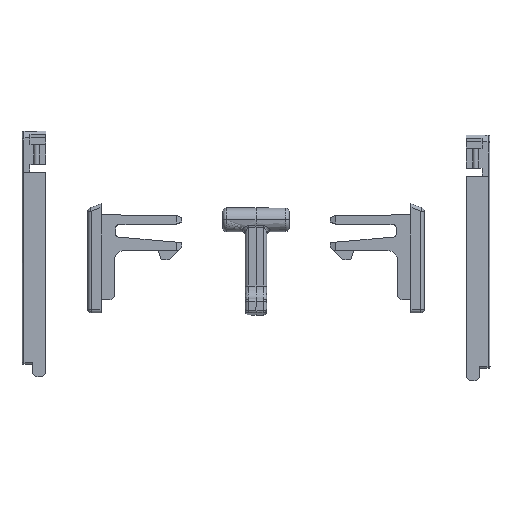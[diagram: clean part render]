
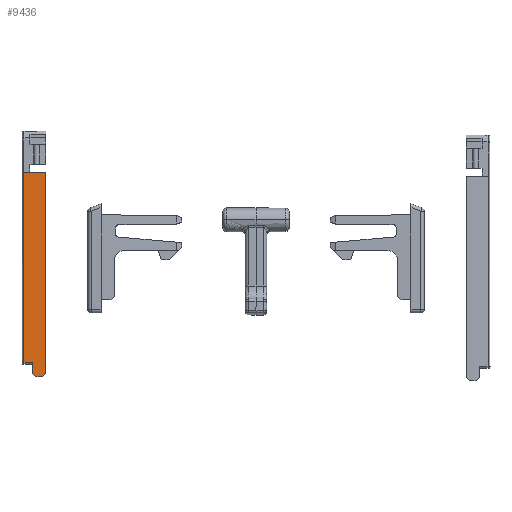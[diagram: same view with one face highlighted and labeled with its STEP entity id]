
A CAD part, top view. The second image highlights one B-rep face of the part: STEP entity #9436.
In plain terms, the highlighted planar face has unit normal (-0.009, 0, 1).
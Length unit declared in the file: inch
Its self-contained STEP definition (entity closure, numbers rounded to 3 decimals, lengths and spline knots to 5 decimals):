
#103 = VERTEX_POINT ( 'NONE', #11041 ) ;
#168 = CARTESIAN_POINT ( 'NONE',  ( -1.3578, 0.22171, -0.87278 ) ) ;
#529 = EDGE_CURVE ( 'NONE', #3591, #10273, #11206, .T. ) ;
#603 = DIRECTION ( 'NONE',  ( 1., 0., 0.009 ) ) ;
#761 = ORIENTED_EDGE ( 'NONE', *, *, #7853, .T. ) ;
#959 = ORIENTED_EDGE ( 'NONE', *, *, #4277, .T. ) ;
#962 = DIRECTION ( 'NONE',  ( -0.009, 1., 0. ) ) ;
#1022 = AXIS2_PLACEMENT_3D ( 'NONE', #11364, #9047, #9248 ) ;
#1176 = ORIENTED_EDGE ( 'NONE', *, *, #2184, .F. ) ;
#1246 = VERTEX_POINT ( 'NONE', #11289 ) ;
#1427 = VECTOR ( 'NONE', #5913, 39.37008 ) ;
#1551 = CARTESIAN_POINT ( 'NONE',  ( -1.37666, 0.20252, -0.87294 ) ) ;
#1564 = LINE ( 'NONE', #3684, #8364 ) ;
#1605 = VECTOR ( 'NONE', #6887, 39.37008 ) ;
#2022 = CARTESIAN_POINT ( 'NONE',  ( -1.37666, 0.20252, -0.87294 ) ) ;
#2091 = CARTESIAN_POINT ( 'NONE',  ( -1.37666, 0.20252, -0.87294 ) ) ;
#2184 = EDGE_CURVE ( 'NONE', #3131, #1246, #3462, .T. ) ;
#2471 = VERTEX_POINT ( 'NONE', #13024 ) ;
#2501 = CARTESIAN_POINT ( 'NONE',  ( -1.3901, 0.20228, -0.87306 ) ) ;
#2797 = DIRECTION ( 'NONE',  ( -1., 0., -0.009 ) ) ;
#2821 = CARTESIAN_POINT ( 'NONE',  ( -1.49426, 0.95861, -0.87391 ) ) ;
#3131 = VERTEX_POINT ( 'NONE', #2022 ) ;
#3462 = B_SPLINE_CURVE_WITH_KNOTS ( 'NONE', 3,
 ( #1551, #2501, #5709, #9882 ),
 .UNSPECIFIED., .F., .F.,
 ( 4, 4 ),
 ( 0., 1. ),
 .UNSPECIFIED. ) ;
#3591 = VERTEX_POINT ( 'NONE', #8981 ) ;
#3684 = CARTESIAN_POINT ( 'NONE',  ( -1.4884, 0.2874, -0.87391 ) ) ;
#3924 = EDGE_CURVE ( 'NONE', #103, #1246, #6820, .T. ) ;
#4277 = EDGE_CURVE ( 'NONE', #10911, #9595, #1564, .T. ) ;
#4298 = VECTOR ( 'NONE', #4802, 39.37008 ) ;
#4802 = DIRECTION ( 'NONE',  ( 0.009, -1., 0. ) ) ;
#4885 = LINE ( 'NONE', #6933, #1427 ) ;
#4948 = PLANE ( 'NONE',  #1022 ) ;
#5079 = FACE_OUTER_BOUND ( 'NONE', #6614, .T. ) ;
#5709 = CARTESIAN_POINT ( 'NONE',  ( -1.40354, 0.20205, -0.87318 ) ) ;
#5913 = DIRECTION ( 'NONE',  ( 0.009, -1., 0. ) ) ;
#6010 = CARTESIAN_POINT ( 'NONE',  ( -1.36294, 0.81058, -0.87278 ) ) ;
#6281 = ORIENTED_EDGE ( 'NONE', *, *, #7011, .T. ) ;
#6614 = EDGE_LOOP ( 'NONE', ( #10847, #1176, #10197, #7162, #761, #9754, #959, #6281 ) ) ;
#6820 = LINE ( 'NONE', #10998, #1605 ) ;
#6887 = DIRECTION ( 'NONE',  ( 0.713, -0.701, 0.006 ) ) ;
#6933 = CARTESIAN_POINT ( 'NONE',  ( -1.44167, 0.80989, -0.87347 ) ) ;
#7011 = EDGE_CURVE ( 'NONE', #9595, #103, #4885, .T. ) ;
#7162 = ORIENTED_EDGE ( 'NONE', *, *, #529, .T. ) ;
#7243 = B_SPLINE_CURVE_WITH_KNOTS ( 'NONE', 3,
 ( #168, #9394, #10486, #2091 ),
 .UNSPECIFIED., .F., .F.,
 ( 4, 4 ),
 ( 0., 1. ),
 .UNSPECIFIED. ) ;
#7658 = CARTESIAN_POINT ( 'NONE',  ( -1.4884, 0.2874, -0.87391 ) ) ;
#7853 = EDGE_CURVE ( 'NONE', #10273, #2471, #8112, .T. ) ;
#8112 = LINE ( 'NONE', #9074, #9281 ) ;
#8364 = VECTOR ( 'NONE', #603, 39.37008 ) ;
#8373 = EDGE_CURVE ( 'NONE', #3591, #3131, #7243, .T. ) ;
#8981 = CARTESIAN_POINT ( 'NONE',  ( -1.3578, 0.22171, -0.87278 ) ) ;
#9047 = DIRECTION ( 'NONE',  ( -0.009, 0., 1. ) ) ;
#9074 = CARTESIAN_POINT ( 'NONE',  ( -1.36823, 1.41769, -0.87278 ) ) ;
#9248 = DIRECTION ( 'NONE',  ( 1., 0.009, 0.009 ) ) ;
#9281 = VECTOR ( 'NONE', #2797, 39.37008 ) ;
#9394 = CARTESIAN_POINT ( 'NONE',  ( -1.36408, 0.21531, -0.87283 ) ) ;
#9436 = ADVANCED_FACE ( 'NONE', ( #5079 ), #4948, .T. ) ;
#9595 = VERTEX_POINT ( 'NONE', #12578 ) ;
#9754 = ORIENTED_EDGE ( 'NONE', *, *, #11093, .T. ) ;
#9882 = CARTESIAN_POINT ( 'NONE',  ( -1.41699, 0.20182, -0.8733 ) ) ;
#10197 = ORIENTED_EDGE ( 'NONE', *, *, #8373, .F. ) ;
#10273 = VERTEX_POINT ( 'NONE', #10725 ) ;
#10283 = VECTOR ( 'NONE', #962, 39.37008 ) ;
#10486 = CARTESIAN_POINT ( 'NONE',  ( -1.37037, 0.20892, -0.87289 ) ) ;
#10725 = CARTESIAN_POINT ( 'NONE',  ( -1.36823, 1.41769, -0.87278 ) ) ;
#10847 = ORIENTED_EDGE ( 'NONE', *, *, #3924, .T. ) ;
#10911 = VERTEX_POINT ( 'NONE', #7658 ) ;
#10998 = CARTESIAN_POINT ( 'NONE',  ( -1.41699, 0.20181, -0.8733 ) ) ;
#11041 = CARTESIAN_POINT ( 'NONE',  ( -1.43653, 0.22102, -0.87347 ) ) ;
#11093 = EDGE_CURVE ( 'NONE', #2471, #10911, #13254, .T. ) ;
#11206 = LINE ( 'NONE', #6010, #10283 ) ;
#11289 = CARTESIAN_POINT ( 'NONE',  ( -1.41699, 0.20182, -0.8733 ) ) ;
#11364 = CARTESIAN_POINT ( 'NONE',  ( -1.48765, 0.2012, -0.87391 ) ) ;
#12578 = CARTESIAN_POINT ( 'NONE',  ( -1.43711, 0.2874, -0.87347 ) ) ;
#13024 = CARTESIAN_POINT ( 'NONE',  ( -1.49826, 1.41769, -0.87391 ) ) ;
#13254 = LINE ( 'NONE', #2821, #4298 ) ;
